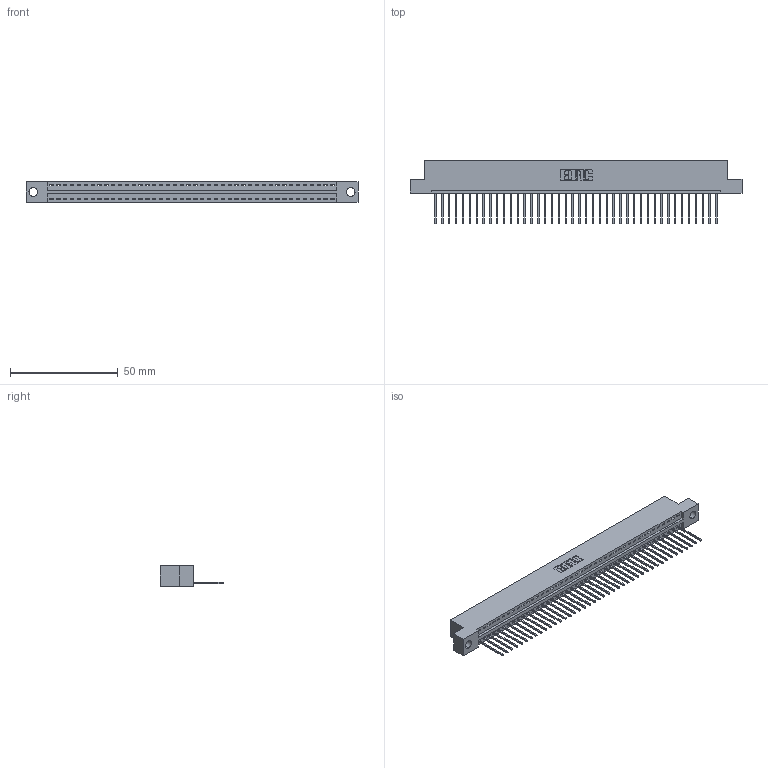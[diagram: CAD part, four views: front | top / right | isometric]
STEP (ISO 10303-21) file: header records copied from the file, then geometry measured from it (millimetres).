
FILE_DESCRIPTION (( 'STEP AP203' ), '1' );
FILE_NAME ('346-042-540-104.STEP', '2022-05-09T14:34:25', ( '' ), ( '' ), 'SwSTEP 2.0', 'SolidWorks 2020', '' );
FILE_SCHEMA (( 'CONFIG_CONTROL_DESIGN' ));
Length unit declared in the file: inch
Products named in the file (3): 346 Part_Flush Mounting Lugs - 0.156 Dia-TH; 345-292-001_345-293-140; 346-042-540-104
Assembly tree (43 placements, depth 2):
  346-042-540-104
    346 Part_Flush Mounting Lugs - 0.156 Dia-TH
    345-292-001_345-293-140  x42
Bounding box: 153.92 x 29.46 x 9.4 mm (x, y, z)
Volume: 14684.9 mm3; surface area: 18606.7 mm2
Topology: 43 solids, 43 shells, 2572 faces, 7757 edges, 5114 vertices
Faces by surface type: plane 1770, cylinder 802
Entity records: 26503 total; most frequent: CARTESIAN_POINT 4552, ORIENTED_EDGE 4526, DIRECTION 4015, EDGE_CURVE 2263, VECTOR 1963, LINE 1963, VERTEX_POINT 1506, AXIS2_PLACEMENT_3D 1026
